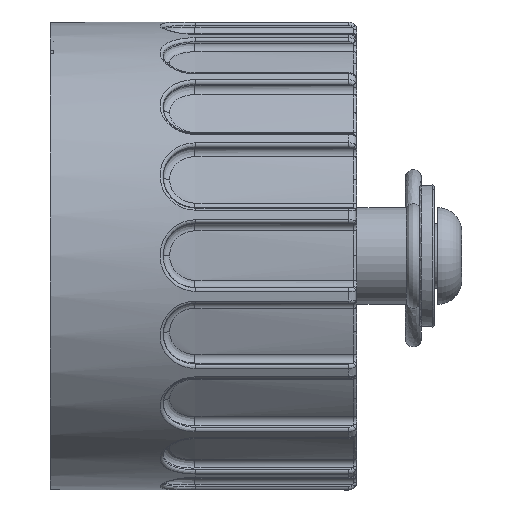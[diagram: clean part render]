
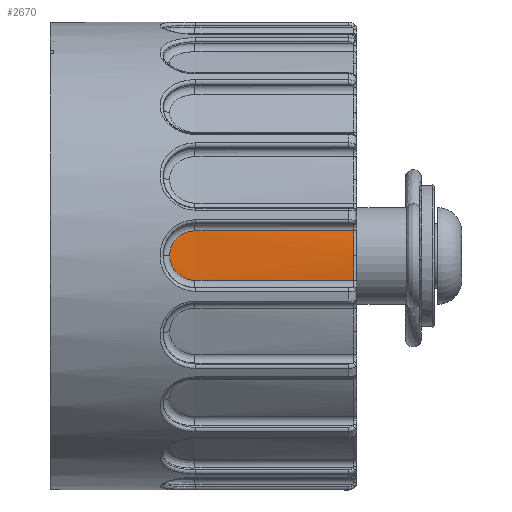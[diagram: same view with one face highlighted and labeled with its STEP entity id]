
A CAD part, top view. The second image highlights one B-rep face of the part: STEP entity #2670.
In plain terms, the highlighted cylindrical face has radius 13.8 mm (diameter 27.6 mm), a partial arc.
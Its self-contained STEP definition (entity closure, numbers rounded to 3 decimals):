
#599=(
BOUNDED_CURVE()
B_SPLINE_CURVE(3,(#20058,#20059,#20060,#20061,#20062,#20063,#20064),
 .UNSPECIFIED.,.F.,.F.)
B_SPLINE_CURVE_WITH_KNOTS((4,1,1,1,4),(0.,0.271,0.474,
0.714,1.),.UNSPECIFIED.)
CURVE()
GEOMETRIC_REPRESENTATION_ITEM()
RATIONAL_B_SPLINE_CURVE((1.,1.,1.,
1.,1.,1.,1.))
REPRESENTATION_ITEM('')
);
#601=(
BOUNDED_CURVE()
B_SPLINE_CURVE(3,(#20096,#20097,#20098,#20099,#20100,#20101,#20102),
 .UNSPECIFIED.,.F.,.F.)
B_SPLINE_CURVE_WITH_KNOTS((4,1,1,1,4),(0.,0.203,0.472,
0.712,1.),.UNSPECIFIED.)
CURVE()
GEOMETRIC_REPRESENTATION_ITEM()
RATIONAL_B_SPLINE_CURVE((1.,1.,1.,
1.,1.,1.,1.))
REPRESENTATION_ITEM('')
);
#719=CYLINDRICAL_SURFACE('',#10875,13.8);
#1550=LINE('',#20129,#2129);
#1551=LINE('',#20130,#2130);
#2129=VECTOR('',#12896,1.);
#2130=VECTOR('',#12897,1.);
#2670=ADVANCED_FACE('',(#3292),#719,.T.);
#3292=FACE_OUTER_BOUND('',#3873,.T.);
#3873=EDGE_LOOP('',(#6084,#6085,#6086,#6087,#6088,#6089));
#6084=ORIENTED_EDGE('',*,*,#9204,.F.);
#6085=ORIENTED_EDGE('',*,*,#9205,.F.);
#6086=ORIENTED_EDGE('',*,*,#9202,.F.);
#6087=ORIENTED_EDGE('',*,*,#9199,.F.);
#6088=ORIENTED_EDGE('',*,*,#9206,.F.);
#6089=ORIENTED_EDGE('',*,*,#9207,.F.);
#7891=VERTEX_POINT('',#20057);
#7892=VERTEX_POINT('',#20065);
#7894=VERTEX_POINT('',#20103);
#7895=VERTEX_POINT('',#20127);
#7896=VERTEX_POINT('',#20128);
#7897=VERTEX_POINT('',#20131);
#9199=EDGE_CURVE('',#7891,#7892,#599,.T.);
#9202=EDGE_CURVE('',#7892,#7894,#601,.T.);
#9204=EDGE_CURVE('',#7895,#7896,#10041,.T.);
#9205=EDGE_CURVE('',#7894,#7895,#1550,.T.);
#9206=EDGE_CURVE('',#7897,#7891,#1551,.T.);
#9207=EDGE_CURVE('',#7896,#7897,#10042,.T.);
#10041=CIRCLE('',#10873,13.8);
#10042=CIRCLE('',#10874,13.8);
#10873=AXIS2_PLACEMENT_3D('',#20126,#12894,#12895);
#10874=AXIS2_PLACEMENT_3D('',#20132,#12898,#12899);
#10875=AXIS2_PLACEMENT_3D('',#20133,#12900,#12901);
#12894=DIRECTION('',(1.,0.,0.));
#12895=DIRECTION('',(0.,0.111,0.994));
#12896=DIRECTION('',(1.,0.,0.));
#12897=DIRECTION('',(-1.,0.,0.));
#12898=DIRECTION('',(1.,0.,0.));
#12899=DIRECTION('',(0.,0.,1.));
#12900=DIRECTION('',(1.,0.,0.));
#12901=DIRECTION('',(0.,0.,1.));
#20057=CARTESIAN_POINT('',(8.968,2.399,10.385));
#20058=CARTESIAN_POINT('',(8.968,2.399,10.385));
#20059=CARTESIAN_POINT('',(8.745,2.399,10.385));
#20060=CARTESIAN_POINT('',(8.354,2.48,10.395));
#20061=CARTESIAN_POINT('',(7.859,2.8,10.426));
#20062=CARTESIAN_POINT('',(7.497,3.279,10.459));
#20063=CARTESIAN_POINT('',(7.4,3.7,10.47));
#20064=CARTESIAN_POINT('',(7.4,3.929,10.47));
#20065=CARTESIAN_POINT('',(7.4,3.929,10.47));
#20096=CARTESIAN_POINT('',(7.4,3.929,10.47));
#20097=CARTESIAN_POINT('',(7.4,4.091,10.47));
#20098=CARTESIAN_POINT('',(7.461,4.47,10.463));
#20099=CARTESIAN_POINT('',(7.761,4.974,10.433));
#20100=CARTESIAN_POINT('',(8.296,5.363,10.396));
#20101=CARTESIAN_POINT('',(8.731,5.459,10.385));
#20102=CARTESIAN_POINT('',(8.968,5.459,10.385));
#20103=CARTESIAN_POINT('',(8.968,5.459,10.385));
#20126=CARTESIAN_POINT('',(18.8,3.929,-3.33));
#20127=CARTESIAN_POINT('',(18.8,5.459,10.385));
#20128=CARTESIAN_POINT('',(18.8,3.929,10.47));
#20129=CARTESIAN_POINT('',(8.968,5.459,10.385));
#20130=CARTESIAN_POINT('',(18.8,2.399,10.385));
#20131=CARTESIAN_POINT('',(18.8,2.399,10.385));
#20132=CARTESIAN_POINT('',(18.8,3.929,-3.33));
#20133=CARTESIAN_POINT('',(-31.,3.929,-3.33));
